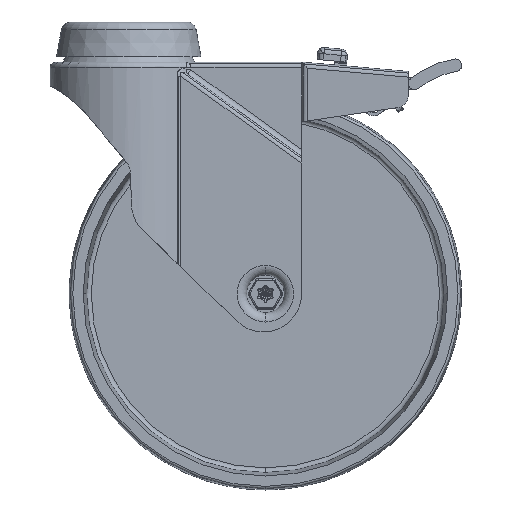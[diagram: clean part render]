
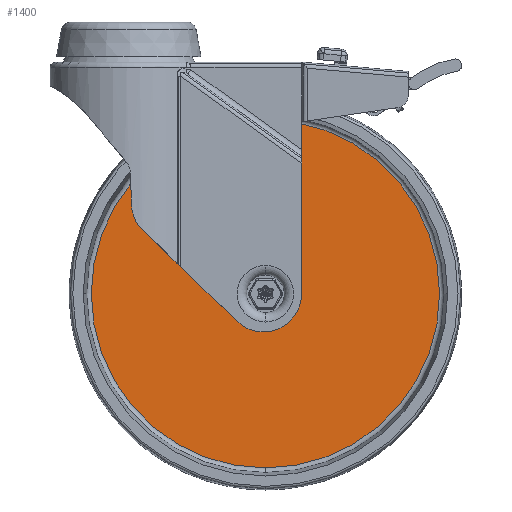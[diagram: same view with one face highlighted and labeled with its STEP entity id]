
A CAD part, front view. The second image highlights one B-rep face of the part: STEP entity #1400.
In plain terms, the highlighted planar face has unit normal (0, -1, 0).
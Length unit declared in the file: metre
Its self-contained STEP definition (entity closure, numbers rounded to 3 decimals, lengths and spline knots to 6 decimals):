
#1400=ADVANCED_FACE('',(#2518,#2519),#2520,.T.);
#2518=FACE_OUTER_BOUND('',#7848,.T.);
#2519=FACE_BOUND('',#7849,.T.);
#2520=PLANE('',#7850);
#7848=EDGE_LOOP('',(#18947,#18948,#18949));
#7849=EDGE_LOOP('',(#18950,#18951,#18952));
#7850=AXIS2_PLACEMENT_3D('',#18953,#18954,#18955);
#18947=ORIENTED_EDGE('',*,*,#21609,.F.);
#18948=ORIENTED_EDGE('',*,*,#21610,.F.);
#18949=ORIENTED_EDGE('',*,*,#21550,.F.);
#18950=ORIENTED_EDGE('',*,*,#21607,.T.);
#18951=ORIENTED_EDGE('',*,*,#21557,.T.);
#18952=ORIENTED_EDGE('',*,*,#21608,.T.);
#18953=CARTESIAN_POINT('',(-0.032463,-0.0025,0.0));
#18954=DIRECTION('',(0.,-1.0,0.0));
#18955=DIRECTION('',(1.0,0.,-0.0));
#21550=EDGE_CURVE('',#23854,#23857,#23858,.T.);
#21557=EDGE_CURVE('',#23862,#23868,#23870,.T.);
#21607=EDGE_CURVE('',#23951,#23862,#23952,.T.);
#21608=EDGE_CURVE('',#23868,#23951,#23953,.T.);
#21609=EDGE_CURVE('',#23954,#23854,#23955,.T.);
#21610=EDGE_CURVE('',#23857,#23954,#23956,.T.);
#23854=VERTEX_POINT('',#28982);
#23857=VERTEX_POINT('',#28985);
#23858=CIRCLE('',#28986,0.055426);
#23862=VERTEX_POINT('',#28990);
#23868=VERTEX_POINT('',#28996);
#23870=CIRCLE('',#28998,0.0095);
#23951=VERTEX_POINT('',#29087);
#23952=CIRCLE('',#29088,0.0095);
#23953=CIRCLE('',#29089,0.0095);
#23954=VERTEX_POINT('',#29090);
#23955=CIRCLE('',#29091,0.055426);
#23956=CIRCLE('',#29092,0.055426);
#28982=CARTESIAN_POINT('',(0.,-0.0025,0.055426));
#28985=CARTESIAN_POINT('',(0.,-0.0025,-0.055426));
#28986=AXIS2_PLACEMENT_3D('',#40876,#40877,#40878);
#28990=CARTESIAN_POINT('',(0.,-0.0025,0.0095));
#28996=CARTESIAN_POINT('',(0.,-0.0025,-0.0095));
#28998=AXIS2_PLACEMENT_3D('',#40897,#40898,#40899);
#29087=CARTESIAN_POINT('',(-0.0095,-0.0025,0.0));
#29088=AXIS2_PLACEMENT_3D('',#41031,#41032,#41033);
#29089=AXIS2_PLACEMENT_3D('',#41034,#41035,#41036);
#29090=CARTESIAN_POINT('',(-0.055426,-0.0025,0.0));
#29091=AXIS2_PLACEMENT_3D('',#41037,#41038,#41039);
#29092=AXIS2_PLACEMENT_3D('',#41040,#41041,#41042);
#40876=CARTESIAN_POINT('',(0.,-0.0025,0.0));
#40877=DIRECTION('',(0.,1.0,0.0));
#40878=DIRECTION('',(-1.0,0.,0.0));
#40897=CARTESIAN_POINT('',(0.,-0.0025,0.0));
#40898=DIRECTION('',(0.,1.0,0.0));
#40899=DIRECTION('',(-1.0,0.,0.0));
#41031=CARTESIAN_POINT('',(0.,-0.0025,0.0));
#41032=DIRECTION('',(0.,1.0,0.0));
#41033=DIRECTION('',(-1.0,0.,0.0));
#41034=CARTESIAN_POINT('',(0.,-0.0025,0.0));
#41035=DIRECTION('',(0.,1.0,0.0));
#41036=DIRECTION('',(-1.0,0.,0.0));
#41037=CARTESIAN_POINT('',(0.,-0.0025,0.0));
#41038=DIRECTION('',(0.,1.0,0.0));
#41039=DIRECTION('',(-1.0,0.,0.0));
#41040=CARTESIAN_POINT('',(0.,-0.0025,0.0));
#41041=DIRECTION('',(0.,1.0,0.0));
#41042=DIRECTION('',(-1.0,0.,0.0));
